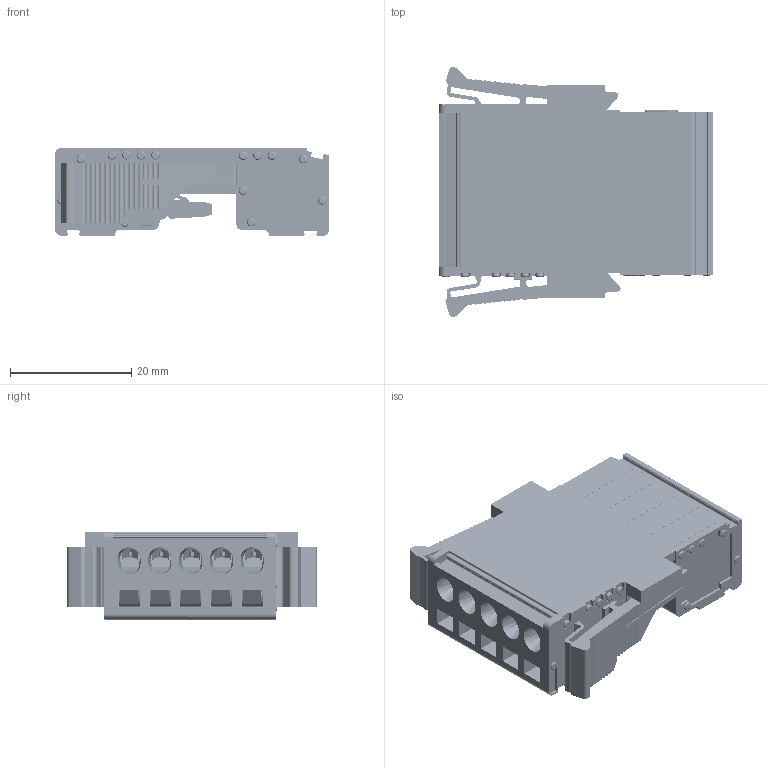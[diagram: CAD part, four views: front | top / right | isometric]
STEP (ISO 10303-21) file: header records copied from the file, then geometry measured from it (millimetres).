
FILE_DESCRIPTION(/* description */ ('Unknown'),/* implementation_level */ '2;1');
FILE_NAME(/* name */ 'DPSC5_08WW_5W_3D_SOLID_MODEL',/* time_stamp */ '2025-08-08T10:48:01+05:00',/* author */ ('Unknown'),/* organization */ ('Unknown'),/* preprocessor_version */ 'ST-DEVELOPER v16.7',/* originating_system */ 'Solid Edge',/* authorisation */ 'Unknown');
FILE_SCHEMA (('AUTOMOTIVE_DESIGN {1 0 10303 214 3 1 1}'));
Products named in the file (1): DPSC5_08WW_5W_3D_SOLID_MODEL
Bounding box: 45.25 x 41.19 x 14.5 mm (x, y, z)
Volume: 10998.8 mm3; surface area: 22165.1 mm2
Topology: 1 solids, 105 shells, 8905 faces, 24277 edges, 16010 vertices
Faces by surface type: plane 5483, cylinder 1816, bspline 1200, torus 237, cone 157, sphere 12
Full cylindrical faces by diameter (mm): 0.6 x23, 0.8 x40, 1.2 x9, 1.3 x147, 1.5 x21, 1.8 x3, 2.9 x5, 3.7 x5
Entity records: 370022 total; most frequent: CARTESIAN_POINT 91395, ORIENTED_EDGE 46692, DIRECTION 40057, EDGE_CURVE 23346, LINE 16377, VECTOR 16377, VERTEX_POINT 15777, AXIS2_PLACEMENT_3D 11840
